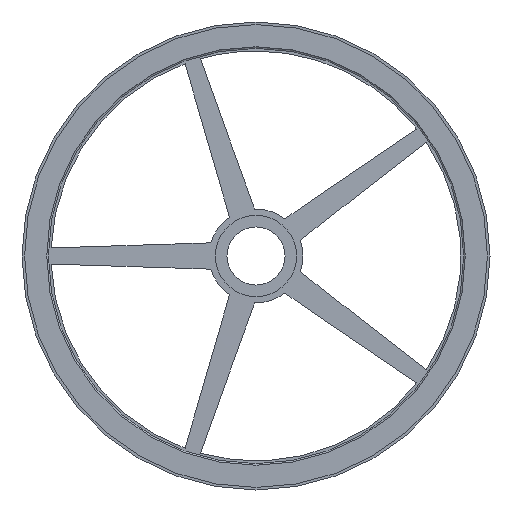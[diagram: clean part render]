
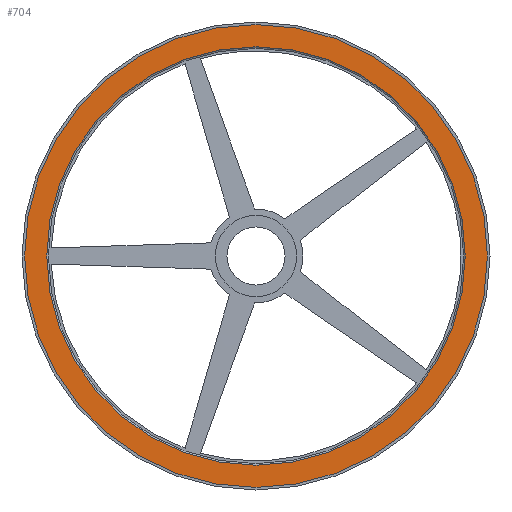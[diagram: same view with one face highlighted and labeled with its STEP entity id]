
A CAD part, left-side view. The second image highlights one B-rep face of the part: STEP entity #704.
In plain terms, the highlighted planar face has unit normal (-1, 0, 0).
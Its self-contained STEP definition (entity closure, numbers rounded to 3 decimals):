
#9 = EDGE_LOOP ( 'NONE', ( #290 ) ) ;
#12 = AXIS2_PLACEMENT_3D ( 'NONE', #554, #1272, #473 ) ;
#44 = FACE_OUTER_BOUND ( 'NONE', #534, .T. ) ;
#194 = CIRCLE ( 'NONE', #1160, 245. ) ;
#266 = PLANE ( 'NONE',  #620 ) ;
#275 = ORIENTED_EDGE ( 'NONE', *, *, #470, .T. ) ;
#290 = ORIENTED_EDGE ( 'NONE', *, *, #476, .F. ) ;
#326 = VERTEX_POINT ( 'NONE', #696 ) ;
#383 = CARTESIAN_POINT ( 'NONE',  ( -13.25, 0., 0. ) ) ;
#446 = FACE_BOUND ( 'NONE', #9, .T. ) ;
#470 = EDGE_CURVE ( 'NONE', #999, #999, #1071, .T. ) ;
#473 = DIRECTION ( 'NONE',  ( 0., 0., 1. ) ) ;
#476 = EDGE_CURVE ( 'NONE', #326, #326, #194, .T. ) ;
#534 = EDGE_LOOP ( 'NONE', ( #275 ) ) ;
#554 = CARTESIAN_POINT ( 'NONE',  ( -13.25, 0., 0. ) ) ;
#582 = DIRECTION ( 'NONE',  ( 0., 0., 1. ) ) ;
#620 = AXIS2_PLACEMENT_3D ( 'NONE', #1254, #856, #1240 ) ;
#696 = CARTESIAN_POINT ( 'NONE',  ( -13.25, 0., 245. ) ) ;
#704 = ADVANCED_FACE ( 'NONE', ( #446, #44 ), #266, .F. ) ;
#856 = DIRECTION ( 'NONE',  ( 1., 0., 0. ) ) ;
#993 = CARTESIAN_POINT ( 'NONE',  ( -13.25, 0., 271. ) ) ;
#999 = VERTEX_POINT ( 'NONE', #993 ) ;
#1053 = DIRECTION ( 'NONE',  ( -1., 0., 0. ) ) ;
#1071 = CIRCLE ( 'NONE', #12, 271. ) ;
#1160 = AXIS2_PLACEMENT_3D ( 'NONE', #383, #1053, #582 ) ;
#1240 = DIRECTION ( 'NONE',  ( 0., 0., -1. ) ) ;
#1254 = CARTESIAN_POINT ( 'NONE',  ( -13.25, 245., 0. ) ) ;
#1272 = DIRECTION ( 'NONE',  ( -1., 0., 0. ) ) ;
